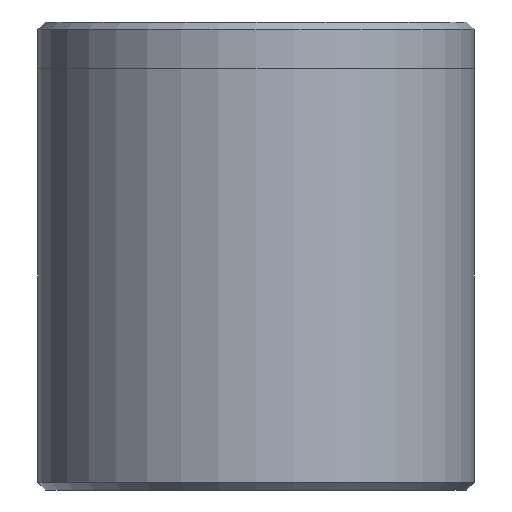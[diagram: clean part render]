
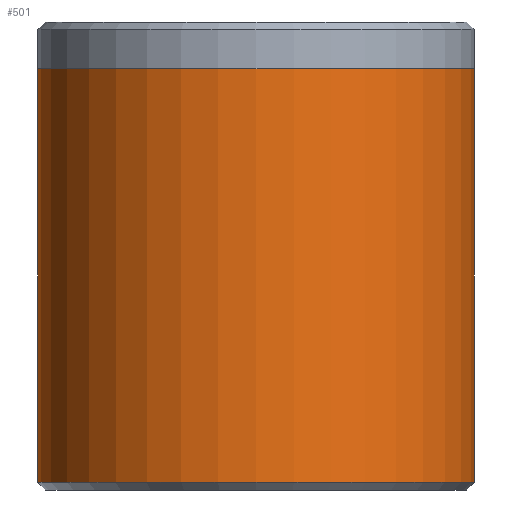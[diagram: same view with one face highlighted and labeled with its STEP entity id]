
A CAD part, front view. The second image highlights one B-rep face of the part: STEP entity #501.
In plain terms, the highlighted cylindrical face has radius 14 mm (diameter 28 mm), a partial arc.
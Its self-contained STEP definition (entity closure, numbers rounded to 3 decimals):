
#198 = CARTESIAN_POINT ( 'NONE',  ( -14., 0., 30. ) ) ;
#202 = ORIENTED_EDGE ( 'NONE', *, *, #1770, .T. ) ;
#380 = DIRECTION ( 'NONE',  ( 0., 0., -1. ) ) ;
#477 = CIRCLE ( 'NONE', #2293, 14. ) ;
#501 = ADVANCED_FACE ( 'NONE', ( #2497 ), #1910, .T. ) ;
#540 = DIRECTION ( 'NONE',  ( 0., 0., -1. ) ) ;
#550 = EDGE_CURVE ( 'NONE', #727, #2436, #2178, .T. ) ;
#573 = EDGE_CURVE ( 'NONE', #2436, #2473, #1650, .T. ) ;
#612 = VERTEX_POINT ( 'NONE', #1095 ) ;
#689 = LINE ( 'NONE', #198, #2261 ) ;
#727 = VERTEX_POINT ( 'NONE', #1078 ) ;
#745 = DIRECTION ( 'NONE',  ( 1., 0., 0. ) ) ;
#767 = DIRECTION ( 'NONE',  ( -1., 0., 0. ) ) ;
#881 = CARTESIAN_POINT ( 'NONE',  ( 0., 0., 0.5 ) ) ;
#939 = CARTESIAN_POINT ( 'NONE',  ( 0., 0., 27. ) ) ;
#1074 = DIRECTION ( 'NONE',  ( 1., 0., 0. ) ) ;
#1078 = CARTESIAN_POINT ( 'NONE',  ( -14., 0., 27. ) ) ;
#1095 = CARTESIAN_POINT ( 'NONE',  ( -14., 0., 0.5 ) ) ;
#1578 = VECTOR ( 'NONE', #540, 1000. ) ;
#1591 = ORIENTED_EDGE ( 'NONE', *, *, #1608, .T. ) ;
#1608 = EDGE_CURVE ( 'NONE', #612, #2473, #477, .T. ) ;
#1650 = LINE ( 'NONE', #1923, #1578 ) ;
#1662 = AXIS2_PLACEMENT_3D ( 'NONE', #1946, #1746, #767 ) ;
#1735 = CARTESIAN_POINT ( 'NONE',  ( 14., 0., 27. ) ) ;
#1746 = DIRECTION ( 'NONE',  ( 0., 0., -1. ) ) ;
#1770 = EDGE_CURVE ( 'NONE', #727, #612, #689, .T. ) ;
#1840 = ORIENTED_EDGE ( 'NONE', *, *, #550, .F. ) ;
#1910 = CYLINDRICAL_SURFACE ( 'NONE', #1662, 14. ) ;
#1923 = CARTESIAN_POINT ( 'NONE',  ( 14., 0., 30. ) ) ;
#1946 = CARTESIAN_POINT ( 'NONE',  ( 0., 0., 30. ) ) ;
#1947 = CARTESIAN_POINT ( 'NONE',  ( 14., 0., 0.5 ) ) ;
#1990 = ORIENTED_EDGE ( 'NONE', *, *, #573, .F. ) ;
#2119 = DIRECTION ( 'NONE',  ( 0., 0., 1. ) ) ;
#2178 = CIRCLE ( 'NONE', #2466, 14. ) ;
#2257 = DIRECTION ( 'NONE',  ( 0., 0., 1. ) ) ;
#2261 = VECTOR ( 'NONE', #380, 1000. ) ;
#2293 = AXIS2_PLACEMENT_3D ( 'NONE', #881, #2257, #1074 ) ;
#2330 = EDGE_LOOP ( 'NONE', ( #1990, #1840, #202, #1591 ) ) ;
#2436 = VERTEX_POINT ( 'NONE', #1735 ) ;
#2466 = AXIS2_PLACEMENT_3D ( 'NONE', #939, #2119, #745 ) ;
#2473 = VERTEX_POINT ( 'NONE', #1947 ) ;
#2497 = FACE_OUTER_BOUND ( 'NONE', #2330, .T. ) ;
